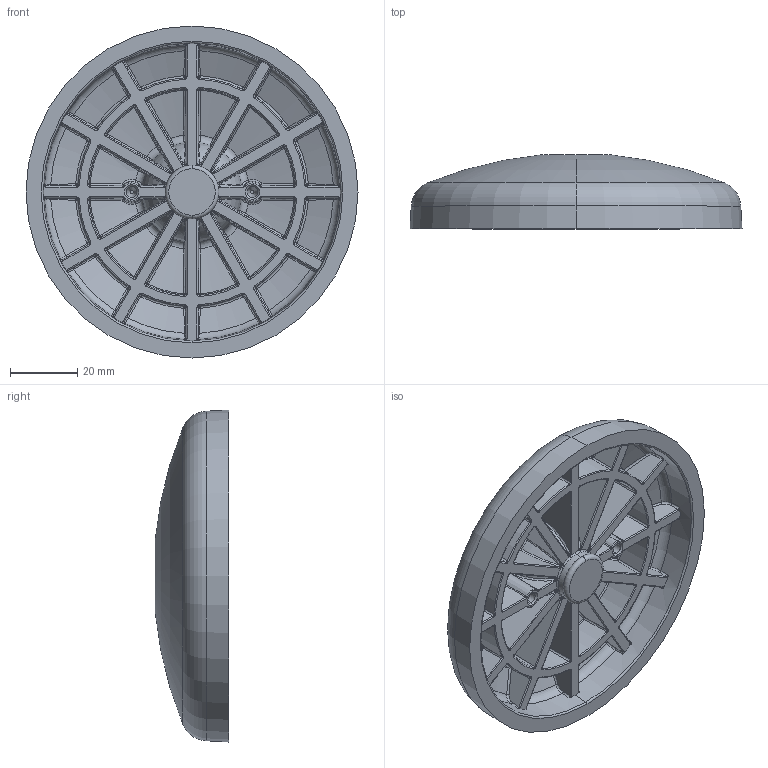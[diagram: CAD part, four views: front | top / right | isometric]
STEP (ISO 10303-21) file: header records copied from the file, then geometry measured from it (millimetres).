
FILE_DESCRIPTION (( 'STEP AP214' ), '1' );
FILE_NAME ('098c100k.STEP', '2014-08-12T07:39:57', ( '' ), ( '' ), 'SwSTEP 2.0', 'SolidWorks 2014', '' );
FILE_SCHEMA (( 'AUTOMOTIVE_DESIGN' ));
Length unit declared in the file: millimetre
Products named in the file (1): 098c100k
Bounding box: 99 x 22 x 99 mm (x, y, z)
Volume: 61407.2 mm3; surface area: 31711.5 mm2
Topology: 1 solids, 1 shells, 713 faces, 1659 edges, 928 vertices
Faces by surface type: bspline 304, torus 165, sphere 82, cylinder 60, plane 58, cone 44
Entity records: 26706 total; most frequent: CARTESIAN_POINT 12731, ORIENTED_EDGE 3222, DIRECTION 2646, EDGE_CURVE 1611, AXIS2_PLACEMENT_3D 1259, VERTEX_POINT 904, CIRCLE 849, EDGE_LOOP 717
